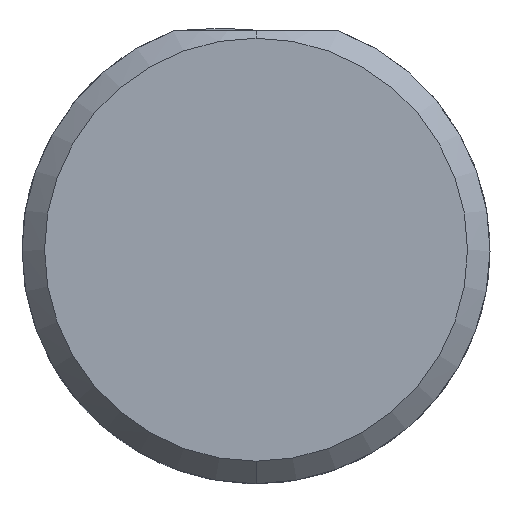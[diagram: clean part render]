
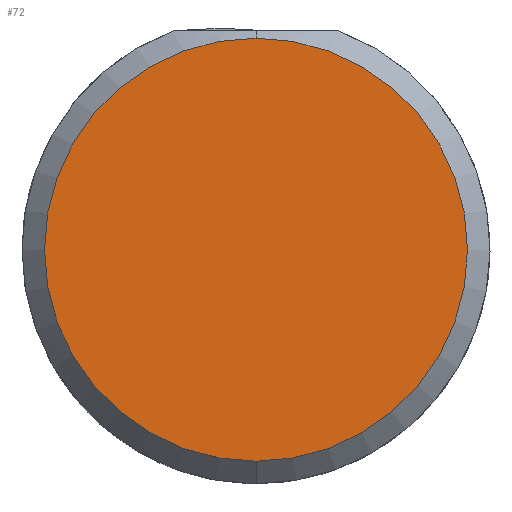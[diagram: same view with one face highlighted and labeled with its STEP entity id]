
A CAD part, left-side view. The second image highlights one B-rep face of the part: STEP entity #72.
In plain terms, the highlighted planar face has unit normal (-1, 0, 0).
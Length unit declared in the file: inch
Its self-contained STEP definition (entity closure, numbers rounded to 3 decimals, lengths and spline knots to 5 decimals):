
#55 = ORIENTED_EDGE ( 'NONE', *, *, #470, .T. ) ;
#71 = CARTESIAN_POINT ( 'NONE',  ( 0., 0., 0. ) ) ;
#72 = ADVANCED_FACE ( 'NONE', ( #503 ), #395, .F. ) ;
#98 = DIRECTION ( 'NONE',  ( 0., 0., 1. ) ) ;
#106 = CIRCLE ( 'NONE', #634, 0.1411 ) ;
#108 = CARTESIAN_POINT ( 'NONE',  ( 0., 0., -0.1411 ) ) ;
#115 = AXIS2_PLACEMENT_3D ( 'NONE', #425, #430, #98 ) ;
#222 = DIRECTION ( 'NONE',  ( 0., 0., 1. ) ) ;
#255 = EDGE_LOOP ( 'NONE', ( #55, #536 ) ) ;
#263 = EDGE_CURVE ( 'NONE', #679, #525, #463, .T. ) ;
#273 = DIRECTION ( 'NONE',  ( 0., 0., -1. ) ) ;
#289 = DIRECTION ( 'NONE',  ( 1., 0., 0. ) ) ;
#395 = PLANE ( 'NONE',  #642 ) ;
#425 = CARTESIAN_POINT ( 'NONE',  ( 0., 0., 0. ) ) ;
#430 = DIRECTION ( 'NONE',  ( -1., 0., 0. ) ) ;
#441 = CARTESIAN_POINT ( 'NONE',  ( 0., 0., 0. ) ) ;
#463 = CIRCLE ( 'NONE', #115, 0.1411 ) ;
#470 = EDGE_CURVE ( 'NONE', #525, #679, #106, .T. ) ;
#502 = DIRECTION ( 'NONE',  ( -1., 0., 0. ) ) ;
#503 = FACE_OUTER_BOUND ( 'NONE', #255, .T. ) ;
#525 = VERTEX_POINT ( 'NONE', #108 ) ;
#536 = ORIENTED_EDGE ( 'NONE', *, *, #263, .T. ) ;
#634 = AXIS2_PLACEMENT_3D ( 'NONE', #71, #502, #222 ) ;
#642 = AXIS2_PLACEMENT_3D ( 'NONE', #441, #289, #273 ) ;
#679 = VERTEX_POINT ( 'NONE', #701 ) ;
#701 = CARTESIAN_POINT ( 'NONE',  ( 0., 0., 0.1411 ) ) ;
